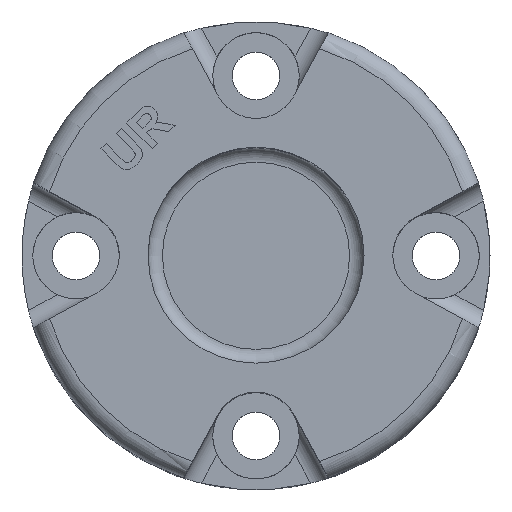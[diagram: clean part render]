
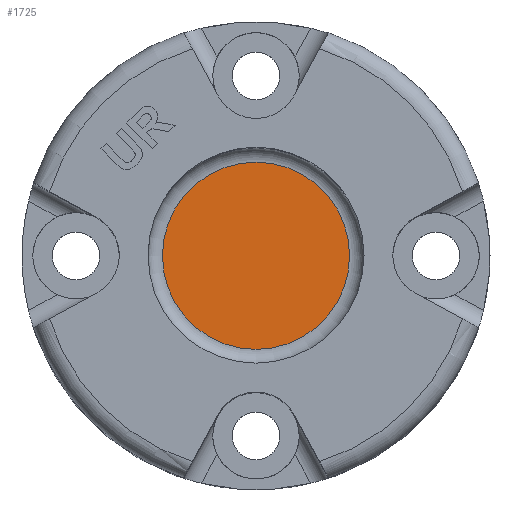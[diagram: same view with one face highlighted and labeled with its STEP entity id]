
A CAD part, top view. The second image highlights one B-rep face of the part: STEP entity #1725.
In plain terms, the highlighted planar face has unit normal (0, 0, 1).
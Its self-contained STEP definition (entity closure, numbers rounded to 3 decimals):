
#68=CIRCLE('',#1830,13.);
#286=FACE_OUTER_BOUND('',#382,.T.);
#382=EDGE_LOOP('',(#1557));
#825=VERTEX_POINT('',#3403);
#1076=EDGE_CURVE('',#825,#825,#68,.T.);
#1557=ORIENTED_EDGE('',*,*,#1076,.F.);
#1638=PLANE('',#1832);
#1725=ADVANCED_FACE('',(#286),#1638,.T.);
#1830=AXIS2_PLACEMENT_3D('',#3405,#2138,#2139);
#1832=AXIS2_PLACEMENT_3D('',#3408,#2143,#2144);
#2138=DIRECTION('center_axis',(0.,0.,-1.));
#2139=DIRECTION('ref_axis',(1.,0.,0.));
#2143=DIRECTION('center_axis',(0.,0.,1.));
#2144=DIRECTION('ref_axis',(1.,0.,0.));
#3403=CARTESIAN_POINT('',(-13.,0.,0.));
#3405=CARTESIAN_POINT('Origin',(0.,0.,0.));
#3408=CARTESIAN_POINT('Origin',(0.,0.,0.));
